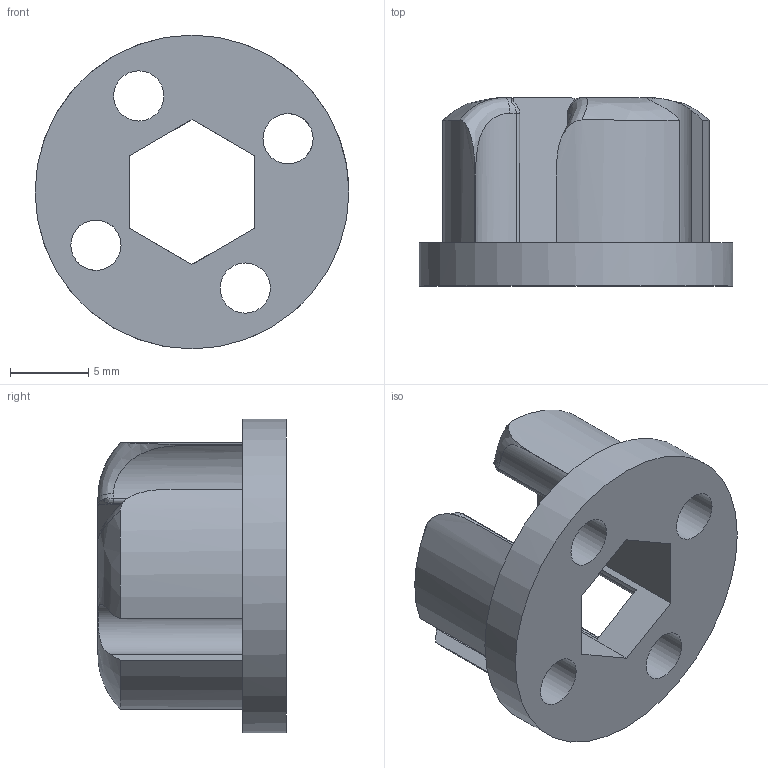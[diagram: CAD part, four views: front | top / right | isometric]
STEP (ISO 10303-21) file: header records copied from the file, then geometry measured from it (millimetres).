
FILE_DESCRIPTION(/* description */ (''),/* implementation_level */ '2;1');
FILE_NAME(/* name */ 'Rotation Bracket.step',/* time_stamp */ '2020-09-03T09:12:27+02:00',/* author */ (''),/* organization */ (''),/* preprocessor_version */ 'ST-DEVELOPER v18.1',/* originating_system */ 'Autodesk Translation Framework v9.2.0.1227',/* authorisation */ '');
FILE_SCHEMA (('AUTOMOTIVE_DESIGN { 1 0 10303 214 3 1 1 }'));
Length unit declared in the file: millimetre
Products named in the file (2): Rotation Bracket; Rotation Bracket_1
Assembly tree (1 placements, depth 2):
  Rotation Bracket
    Rotation Bracket_1
Bounding box: 20 x 12 x 20 mm (x, y, z)
Volume: 1566.9 mm3; surface area: 1560.2 mm2
Topology: 1 solids, 1 shells, 71 faces, 204 edges, 132 vertices
Faces by surface type: bspline 28, cylinder 25, plane 14, torus 4
Full cylindrical faces by diameter (mm): 3.2 x4, 20 x1
Entity records: 4000 total; most frequent: CARTESIAN_POINT 2246, ORIENTED_EDGE 406, DIRECTION 283, EDGE_CURVE 203, VERTEX_POINT 132, AXIS2_PLACEMENT_3D 110, EDGE_LOOP 79, B_SPLINE_CURVE_WITH_KNOTS 76
